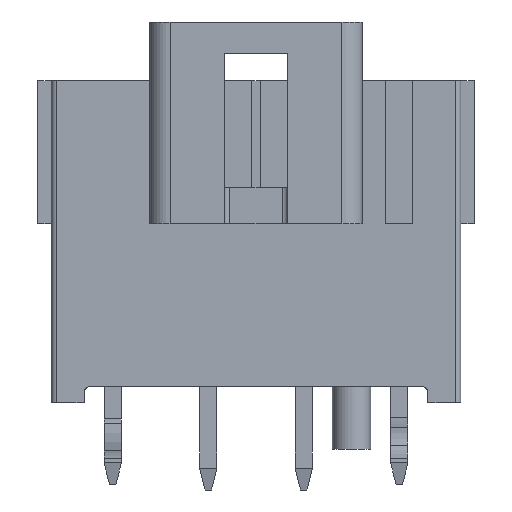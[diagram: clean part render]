
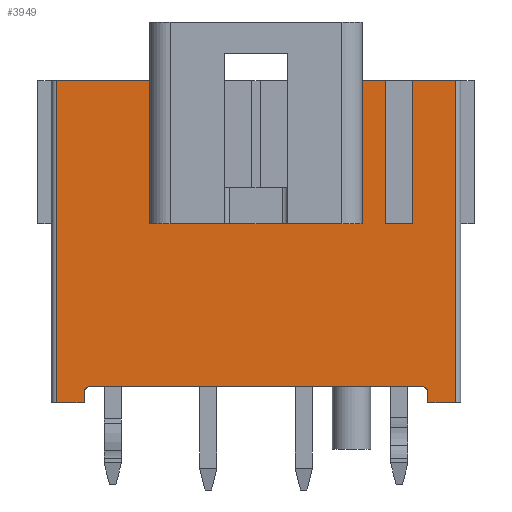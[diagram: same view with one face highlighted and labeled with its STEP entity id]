
A CAD part, left-side view. The second image highlights one B-rep face of the part: STEP entity #3949.
In plain terms, the highlighted planar face has unit normal (-1, 0, 0).
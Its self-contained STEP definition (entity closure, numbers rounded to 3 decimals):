
#195 = VERTEX_POINT('',#196);
#196 = CARTESIAN_POINT('',(-2.425,-7.25,0.));
#220 = VERTEX_POINT('',#221);
#221 = CARTESIAN_POINT('',(-2.425,-6.25,0.));
#227 = EDGE_CURVE('',#220,#195,#228,.T.);
#228 = LINE('',#229,#230);
#229 = CARTESIAN_POINT('',(-2.425,-6.25,0.));
#230 = VECTOR('',#231,1.);
#231 = DIRECTION('',(0.,-1.,0.));
#282 = VERTEX_POINT('',#283);
#283 = CARTESIAN_POINT('',(-2.425,7.35,0.));
#292 = EDGE_CURVE('',#282,#293,#295,.T.);
#293 = VERTEX_POINT('',#294);
#294 = CARTESIAN_POINT('',(-2.425,6.35,0.));
#295 = LINE('',#296,#297);
#296 = CARTESIAN_POINT('',(-2.425,7.35,0.));
#297 = VECTOR('',#298,1.);
#298 = DIRECTION('',(0.,-1.,0.));
#364 = VERTEX_POINT('',#365);
#365 = CARTESIAN_POINT('',(-2.425,-6.25,0.35));
#371 = EDGE_CURVE('',#220,#364,#372,.T.);
#372 = LINE('',#373,#374);
#373 = CARTESIAN_POINT('',(-2.425,-6.25,0.));
#374 = VECTOR('',#375,1.);
#375 = DIRECTION('',(0.,0.,1.));
#409 = VERTEX_POINT('',#410);
#410 = CARTESIAN_POINT('',(-2.425,-6.,0.6));
#416 = EDGE_CURVE('',#364,#409,#417,.T.);
#417 = CIRCLE('',#418,0.25);
#418 = AXIS2_PLACEMENT_3D('',#419,#420,#421);
#419 = CARTESIAN_POINT('',(-2.425,-6.,0.35));
#420 = DIRECTION('',(-1.,0.,0.));
#421 = DIRECTION('',(0.,-1.,0.));
#779 = VERTEX_POINT('',#780);
#780 = CARTESIAN_POINT('',(-2.425,6.1,0.6));
#786 = EDGE_CURVE('',#409,#779,#787,.T.);
#787 = LINE('',#788,#789);
#788 = CARTESIAN_POINT('',(-2.425,-6.,0.6));
#789 = VECTOR('',#790,1.);
#790 = DIRECTION('',(0.,1.,0.));
#1596 = VERTEX_POINT('',#1597);
#1597 = CARTESIAN_POINT('',(-2.425,6.35,0.35));
#1603 = EDGE_CURVE('',#779,#1596,#1604,.T.);
#1604 = CIRCLE('',#1605,0.25);
#1605 = AXIS2_PLACEMENT_3D('',#1606,#1607,#1608);
#1606 = CARTESIAN_POINT('',(-2.425,6.1,0.35));
#1607 = DIRECTION('',(-1.,0.,0.));
#1608 = DIRECTION('',(0.,0.,1.));
#1779 = VERTEX_POINT('',#1780);
#1780 = CARTESIAN_POINT('',(-2.425,-7.25,11.8));
#1787 = EDGE_CURVE('',#1779,#1788,#1790,.T.);
#1788 = VERTEX_POINT('',#1789);
#1789 = CARTESIAN_POINT('',(-2.425,-5.7,11.8));
#1790 = LINE('',#1791,#1792);
#1791 = CARTESIAN_POINT('',(-2.425,-7.25,11.8));
#1792 = VECTOR('',#1793,1.);
#1793 = DIRECTION('',(0.,1.,0.));
#1812 = VERTEX_POINT('',#1813);
#1813 = CARTESIAN_POINT('',(-2.425,-4.7,11.8));
#1819 = EDGE_CURVE('',#1812,#1820,#1822,.T.);
#1820 = VERTEX_POINT('',#1821);
#1821 = CARTESIAN_POINT('',(-2.425,-3.85,11.8));
#1822 = LINE('',#1823,#1824);
#1823 = CARTESIAN_POINT('',(-2.425,-4.7,11.8));
#1824 = VECTOR('',#1825,1.);
#1825 = DIRECTION('',(0.,1.,0.));
#1940 = VERTEX_POINT('',#1941);
#1941 = CARTESIAN_POINT('',(-2.425,3.95,11.8));
#1947 = EDGE_CURVE('',#1940,#1948,#1950,.T.);
#1948 = VERTEX_POINT('',#1949);
#1949 = CARTESIAN_POINT('',(-2.425,7.35,11.8));
#1950 = LINE('',#1951,#1952);
#1951 = CARTESIAN_POINT('',(-2.425,3.95,11.8));
#1952 = VECTOR('',#1953,1.);
#1953 = DIRECTION('',(0.,1.,0.));
#3936 = EDGE_CURVE('',#195,#1779,#3937,.T.);
#3937 = LINE('',#3938,#3939);
#3938 = CARTESIAN_POINT('',(-2.425,-7.25,0.));
#3939 = VECTOR('',#3940,1.);
#3940 = DIRECTION('',(0.,0.,1.));
#3949 = ADVANCED_FACE('',(#3950),#4018,.T.);
#3950 = FACE_BOUND('',#3951,.F.);
#3951 = EDGE_LOOP('',(#3952,#3953,#3954,#3955,#3956,#3957,#3958,#3964,
    #3965,#3971,#3972,#3980,#3988,#3994,#3995,#4003,#4011,#4017));
#3952 = ORIENTED_EDGE('',*,*,#3936,.F.);
#3953 = ORIENTED_EDGE('',*,*,#227,.F.);
#3954 = ORIENTED_EDGE('',*,*,#371,.T.);
#3955 = ORIENTED_EDGE('',*,*,#416,.T.);
#3956 = ORIENTED_EDGE('',*,*,#786,.T.);
#3957 = ORIENTED_EDGE('',*,*,#1603,.T.);
#3958 = ORIENTED_EDGE('',*,*,#3959,.F.);
#3959 = EDGE_CURVE('',#293,#1596,#3960,.T.);
#3960 = LINE('',#3961,#3962);
#3961 = CARTESIAN_POINT('',(-2.425,6.35,0.));
#3962 = VECTOR('',#3963,1.);
#3963 = DIRECTION('',(0.,0.,1.));
#3964 = ORIENTED_EDGE('',*,*,#292,.F.);
#3965 = ORIENTED_EDGE('',*,*,#3966,.F.);
#3966 = EDGE_CURVE('',#1948,#282,#3967,.T.);
#3967 = LINE('',#3968,#3969);
#3968 = CARTESIAN_POINT('',(-2.425,7.35,11.8));
#3969 = VECTOR('',#3970,1.);
#3970 = DIRECTION('',(0.,0.,-1.));
#3971 = ORIENTED_EDGE('',*,*,#1947,.F.);
#3972 = ORIENTED_EDGE('',*,*,#3973,.T.);
#3973 = EDGE_CURVE('',#1940,#3974,#3976,.T.);
#3974 = VERTEX_POINT('',#3975);
#3975 = CARTESIAN_POINT('',(-2.425,3.95,6.55));
#3976 = LINE('',#3977,#3978);
#3977 = CARTESIAN_POINT('',(-2.425,3.95,11.8));
#3978 = VECTOR('',#3979,1.);
#3979 = DIRECTION('',(0.,0.,-1.));
#3980 = ORIENTED_EDGE('',*,*,#3981,.F.);
#3981 = EDGE_CURVE('',#3982,#3974,#3984,.T.);
#3982 = VERTEX_POINT('',#3983);
#3983 = CARTESIAN_POINT('',(-2.425,-3.85,6.55));
#3984 = LINE('',#3985,#3986);
#3985 = CARTESIAN_POINT('',(-2.425,-3.85,6.55));
#3986 = VECTOR('',#3987,1.);
#3987 = DIRECTION('',(0.,1.,0.));
#3988 = ORIENTED_EDGE('',*,*,#3989,.F.);
#3989 = EDGE_CURVE('',#1820,#3982,#3990,.T.);
#3990 = LINE('',#3991,#3992);
#3991 = CARTESIAN_POINT('',(-2.425,-3.85,11.8));
#3992 = VECTOR('',#3993,1.);
#3993 = DIRECTION('',(0.,0.,-1.));
#3994 = ORIENTED_EDGE('',*,*,#1819,.F.);
#3995 = ORIENTED_EDGE('',*,*,#3996,.T.);
#3996 = EDGE_CURVE('',#1812,#3997,#3999,.T.);
#3997 = VERTEX_POINT('',#3998);
#3998 = CARTESIAN_POINT('',(-2.425,-4.7,6.55));
#3999 = LINE('',#4000,#4001);
#4000 = CARTESIAN_POINT('',(-2.425,-4.7,11.8));
#4001 = VECTOR('',#4002,1.);
#4002 = DIRECTION('',(0.,0.,-1.));
#4003 = ORIENTED_EDGE('',*,*,#4004,.T.);
#4004 = EDGE_CURVE('',#3997,#4005,#4007,.T.);
#4005 = VERTEX_POINT('',#4006);
#4006 = CARTESIAN_POINT('',(-2.425,-5.7,6.55));
#4007 = LINE('',#4008,#4009);
#4008 = CARTESIAN_POINT('',(-2.425,-4.7,6.55));
#4009 = VECTOR('',#4010,1.);
#4010 = DIRECTION('',(0.,-1.,0.));
#4011 = ORIENTED_EDGE('',*,*,#4012,.F.);
#4012 = EDGE_CURVE('',#1788,#4005,#4013,.T.);
#4013 = LINE('',#4014,#4015);
#4014 = CARTESIAN_POINT('',(-2.425,-5.7,11.8));
#4015 = VECTOR('',#4016,1.);
#4016 = DIRECTION('',(0.,0.,-1.));
#4017 = ORIENTED_EDGE('',*,*,#1787,.F.);
#4018 = PLANE('',#4019);
#4019 = AXIS2_PLACEMENT_3D('',#4020,#4021,#4022);
#4020 = CARTESIAN_POINT('',(-2.425,0.05,5.9));
#4021 = DIRECTION('',(-1.,0.,0.));
#4022 = DIRECTION('',(0.,1.,0.));
